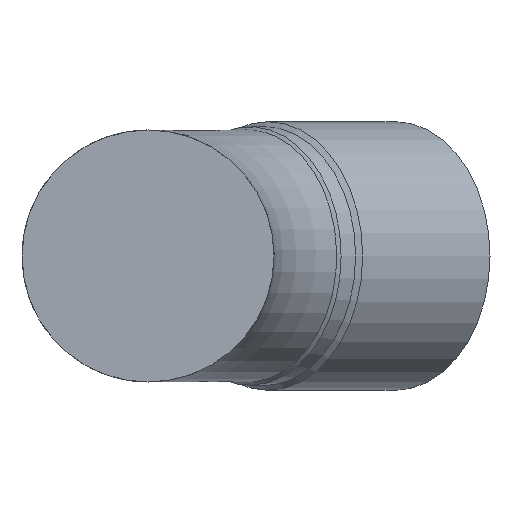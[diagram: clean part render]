
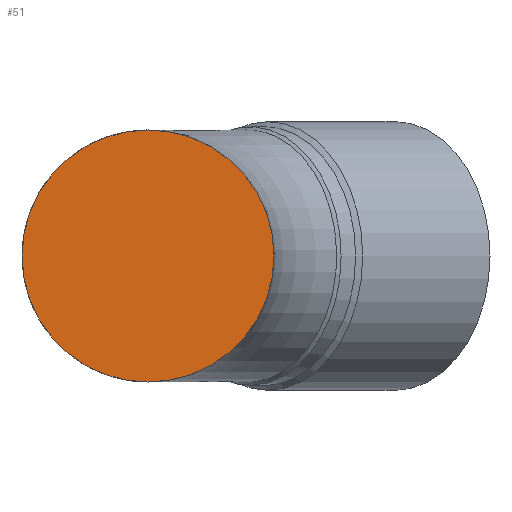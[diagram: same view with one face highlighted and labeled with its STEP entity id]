
A CAD part, front view. The second image highlights one B-rep face of the part: STEP entity #51.
In plain terms, the highlighted planar face has unit normal (0, -1, 0).
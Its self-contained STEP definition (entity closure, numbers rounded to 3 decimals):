
#51 = ADVANCED_FACE( '', ( #104 ), #105, .F. );
#104 = FACE_OUTER_BOUND( '', #152, .T. );
#105 = PLANE( '', #153 );
#152 = EDGE_LOOP( '', ( #213 ) );
#153 = AXIS2_PLACEMENT_3D( '', #214, #215, #216 );
#213 = ORIENTED_EDGE( '', *, *, #241, .F. );
#214 = CARTESIAN_POINT( '', ( 0., -76., 0. ) );
#215 = DIRECTION( '', ( 0., 1., 0. ) );
#216 = DIRECTION( '', ( 0., 0., 1. ) );
#241 = EDGE_CURVE( '', #269, #269, #270, .T. );
#269 = VERTEX_POINT( '', #435 );
#270 = CIRCLE( '', #436, 38. );
#435 = CARTESIAN_POINT( '', ( 0., -76., 38. ) );
#436 = AXIS2_PLACEMENT_3D( '', #464, #465, #466 );
#464 = CARTESIAN_POINT( '', ( 0., -76., 0. ) );
#465 = DIRECTION( '', ( 0., 1., 0. ) );
#466 = DIRECTION( '', ( 0., 0., 1. ) );
